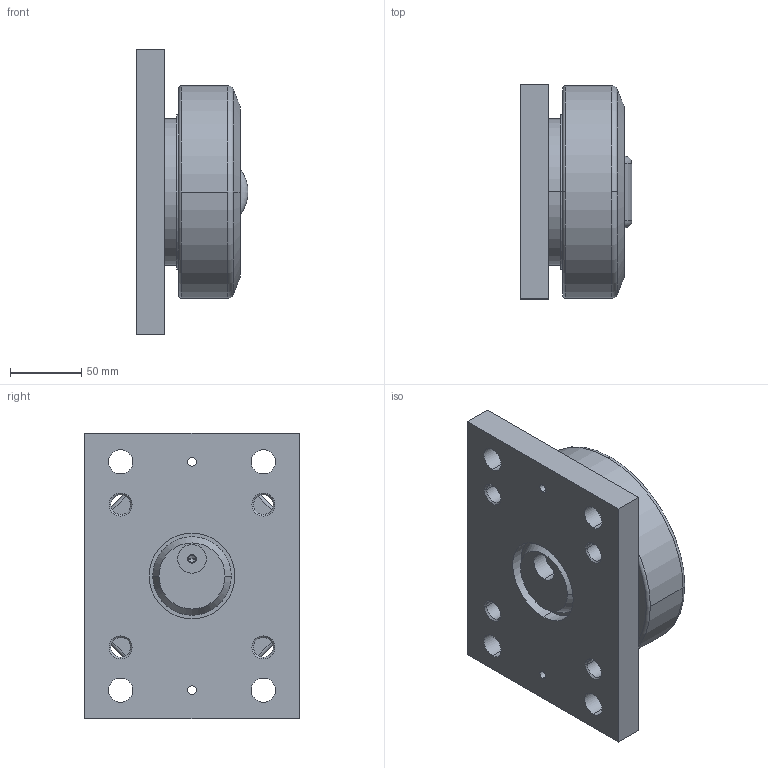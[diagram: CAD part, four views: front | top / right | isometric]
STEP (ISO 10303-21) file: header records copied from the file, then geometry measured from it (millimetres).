
FILE_DESCRIPTION(('STEP AP214'),'1');
FILE_NAME('4_063_ap_6.stp','2021-04-02T13:57:31',('TraceParts'),('TraceParts S.A.'),'Spatial InterOp 3D',' ',' ');
FILE_SCHEMA(('AUTOMOTIVE_DESIGN { 1 0 10303 214 1 1 1 1 }'));
Length unit declared in the file: millimetre
Products named in the file (1): 4_063_ap_6
Bounding box: 78.5 x 150 x 200 mm (x, y, z)
Volume: 1378355.3 mm3; surface area: 122678.7 mm2
Topology: 1 solids, 1 shells, 92 faces, 222 edges, 140 vertices
Faces by surface type: cylinder 38, cone 26, plane 22, torus 6
Entity records: 2942 total; most frequent: CARTESIAN_POINT 653, DIRECTION 517, ORIENTED_EDGE 440, EDGE_CURVE 220, AXIS2_PLACEMENT_3D 212, VERTEX_POINT 140, EDGE_LOOP 122, CIRCLE 119
